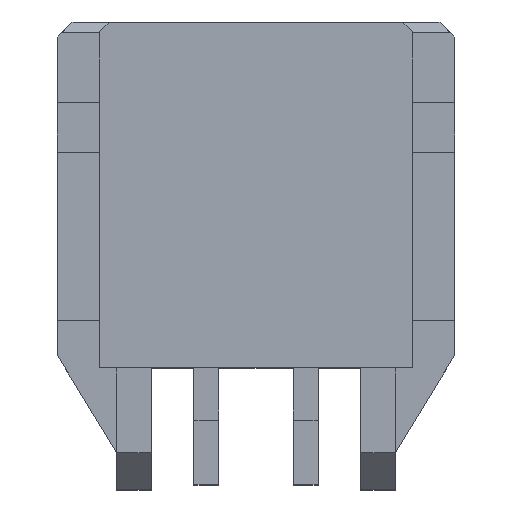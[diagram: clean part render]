
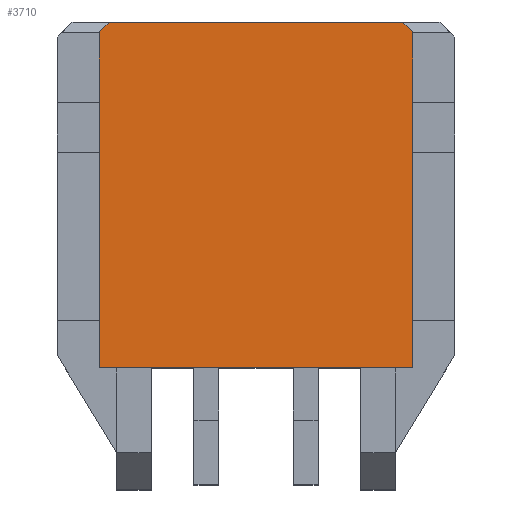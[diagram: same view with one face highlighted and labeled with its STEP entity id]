
A CAD part, top view. The second image highlights one B-rep face of the part: STEP entity #3710.
In plain terms, the highlighted planar face has unit normal (0, 0, 1).
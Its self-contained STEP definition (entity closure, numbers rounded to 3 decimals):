
#677=DIRECTION('',(0.,-1.,0.));
#678=VECTOR('',#677,6.75);
#679=CARTESIAN_POINT('',(-3.15,4.7,3.26));
#680=LINE('',#679,#678);
#709=DIRECTION('',(-0.707,-0.707,0.));
#710=VECTOR('',#709,0.283);
#711=CARTESIAN_POINT('',(-2.95,4.9,3.26));
#712=LINE('',#711,#710);
#713=DIRECTION('',(1.,0.,0.));
#714=VECTOR('',#713,5.9);
#715=CARTESIAN_POINT('',(-2.95,4.9,3.26));
#716=LINE('',#715,#714);
#717=DIRECTION('',(-0.707,0.707,0.));
#718=VECTOR('',#717,0.283);
#719=CARTESIAN_POINT('',(3.15,4.7,3.26));
#720=LINE('',#719,#718);
#721=DIRECTION('',(0.,-1.,0.));
#722=VECTOR('',#721,6.75);
#723=CARTESIAN_POINT('',(3.15,4.7,3.26));
#724=LINE('',#723,#722);
#725=DIRECTION('',(-1.,0.,0.));
#726=VECTOR('',#725,6.3);
#727=CARTESIAN_POINT('',(3.15,-2.05,3.26));
#728=LINE('',#727,#726);
#2271=CARTESIAN_POINT('',(-2.95,4.9,3.26));
#2272=VERTEX_POINT('',#2271);
#2273=CARTESIAN_POINT('',(2.95,4.9,3.26));
#2274=VERTEX_POINT('',#2273);
#2298=CARTESIAN_POINT('',(3.15,4.7,3.26));
#2300=VERTEX_POINT('',#2298);
#2337=CARTESIAN_POINT('',(-3.15,4.7,3.26));
#2338=VERTEX_POINT('',#2337);
#2377=CARTESIAN_POINT('',(-3.15,-2.05,3.26));
#2378=VERTEX_POINT('',#2377);
#2379=CARTESIAN_POINT('',(3.15,-2.05,3.26));
#2380=VERTEX_POINT('',#2379);
#3696=CARTESIAN_POINT('',(0.,4.9,
3.26));
#3697=DIRECTION('',(0.,0.,1.));
#3698=DIRECTION('',(0.,1.,0.));
#3699=AXIS2_PLACEMENT_3D('',#3696,#3697,#3698);
#3700=PLANE('',#3699);
#3701=ORIENTED_EDGE('',*,*,#3652,.F.);
#3702=ORIENTED_EDGE('',*,*,#3689,.F.);
#3703=ORIENTED_EDGE('',*,*,#3249,.T.);
#3705=ORIENTED_EDGE('',*,*,#3704,.F.);
#3706=ORIENTED_EDGE('',*,*,#3288,.T.);
#3707=ORIENTED_EDGE('',*,*,#2826,.T.);
#3708=EDGE_LOOP('',(#3701,#3702,#3703,#3705,#3706,#3707));
#3709=FACE_OUTER_BOUND('',#3708,.F.);
#3710=ADVANCED_FACE('',(#3709),#3700,.T.);
#2826=EDGE_CURVE('',#2380,#2378,#728,.T.);
#3249=EDGE_CURVE('',#2272,#2274,#716,.T.);
#3288=EDGE_CURVE('',#2300,#2380,#724,.T.);
#3652=EDGE_CURVE('',#2338,#2378,#680,.T.);
#3689=EDGE_CURVE('',#2272,#2338,#712,.T.);
#3704=EDGE_CURVE('',#2300,#2274,#720,.T.);
